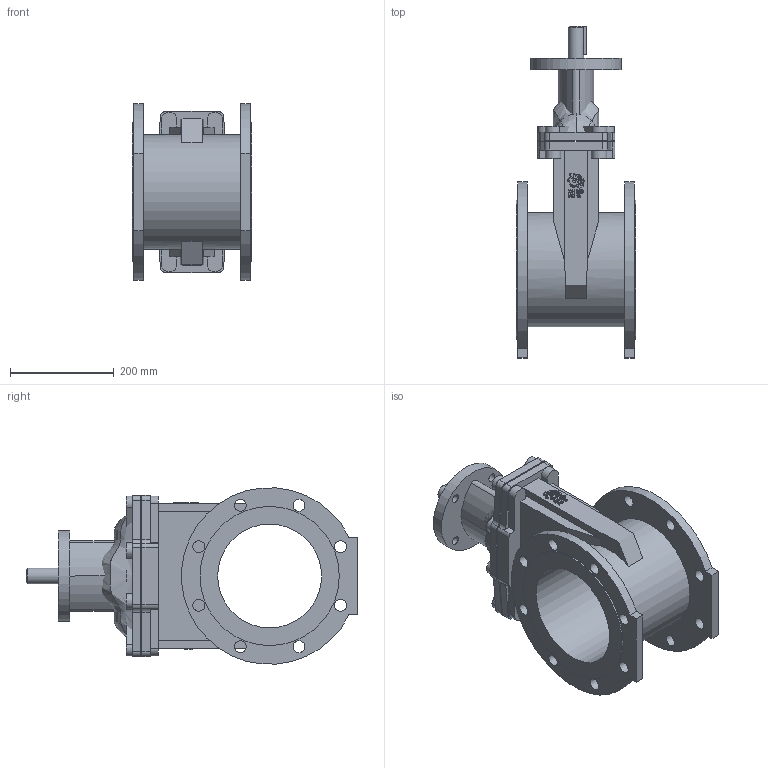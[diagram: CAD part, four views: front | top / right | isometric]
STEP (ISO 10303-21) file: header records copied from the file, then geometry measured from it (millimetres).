
FILE_DESCRIPTION(('STEP AP203'), '1');
FILE_NAME('3D_102-200-10_2', '', ('UNSPECIFIED'), ('UNSPECIFIED'), 'C3D Converter', 'C3D Toolkit', '');
FILE_SCHEMA(('CONFIG_CONTROL_DESIGN'));
Length unit declared in the file: millimetre
Bounding box: 230 x 639 x 339.05 mm (x, y, z)
Volume: 10202715.9 mm3; surface area: 1037020.2 mm2
Topology: 19 solids, 19 shells, 3683 faces, 10830 edges, 7219 vertices
Faces by surface type: plane 3578, cylinder 78, bspline 26, cone 1
Full cylindrical faces by diameter (mm): 16 x4, 21 x2, 23 x16, 25 x2, 30 x1, 175 x1, 200 x1, 220 x1, 268 x2
Entity records: 154858 total; most frequent: CARTESIAN_POINT 27208, ORIENTED_EDGE 21598, DIRECTION 18211, EDGE_CURVE 10799, LINE 10543, VECTOR 10543, VERTEX_POINT 7219, AXIS2_PLACEMENT_3D 3834
